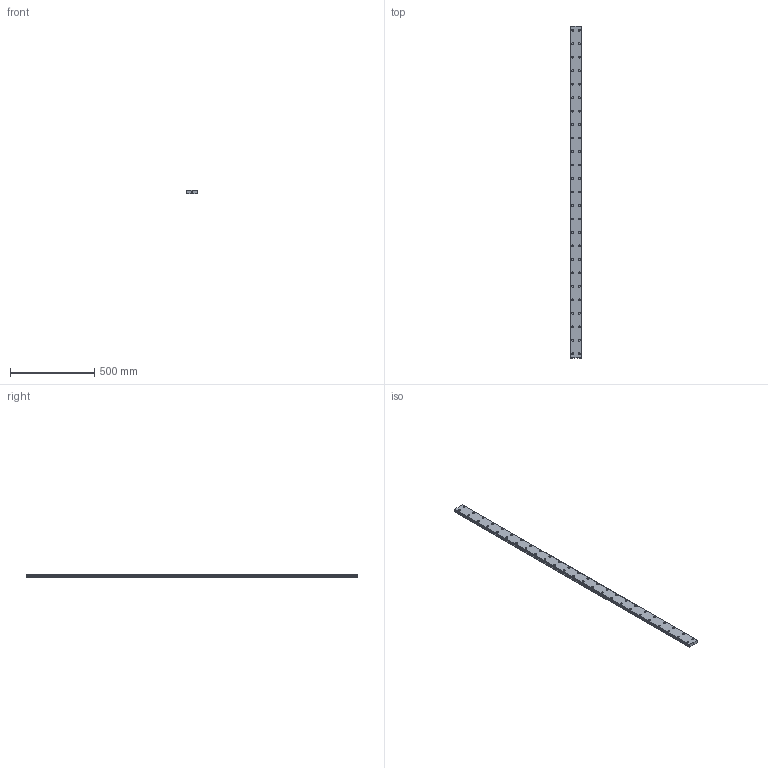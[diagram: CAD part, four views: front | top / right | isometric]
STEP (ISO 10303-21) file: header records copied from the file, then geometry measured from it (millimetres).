
FILE_DESCRIPTION(('STEP AP214'),'1');
FILE_NAME('cctmp_CEC71014-6B63-4751-B7A1-1602F4E4A9DB_2021_03_08_10_32_51_0133..stp','2021-03-08T09:32:51',('HIWIN GmbH'),('CADClick - www.CADClick.com'),'Spatial InterOp 3D',' ','unknown authorization');
FILE_SCHEMA(('AUTOMOTIVE_DESIGN'));
Length unit declared in the file: millimetre
Products named in the file (1): WER35R1970H_FILE
Bounding box: 69 x 1970 x 19 mm (x, y, z)
Volume: 2376422.1 mm3; surface area: 385168.8 mm2
Topology: 1 solids, 1 shells, 553 faces, 1191 edges, 794 vertices
Faces by surface type: cylinder 318, plane 235
Entity records: 19749 total; most frequent: DIRECTION 2935, CARTESIAN_POINT 2539, ORIENTED_EDGE 2382, EDGE_CURVE 1191, AXIS2_PLACEMENT_3D 1190, VERTEX_POINT 794, EDGE_LOOP 707, CIRCLE 636
